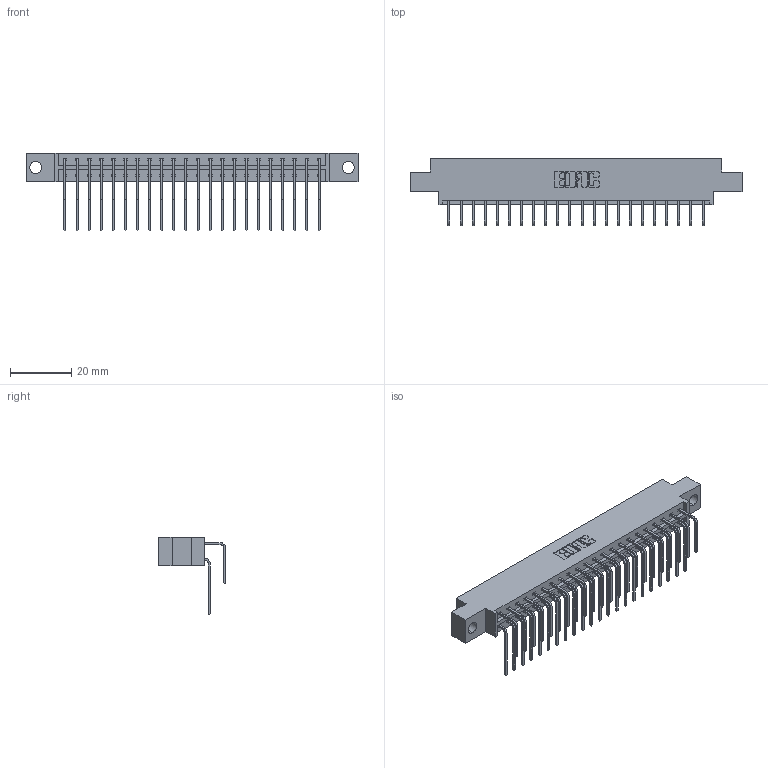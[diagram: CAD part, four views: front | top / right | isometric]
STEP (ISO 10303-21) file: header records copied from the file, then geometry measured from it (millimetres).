
FILE_DESCRIPTION (( 'STEP AP203' ), '1' );
FILE_NAME ('333-044-558-804.STEP', '2018-08-03T21:42:38', ( '' ), ( '' ), 'SwSTEP 2.0', 'SolidWorks 2016', '' );
FILE_SCHEMA (( 'CONFIG_CONTROL_DESIGN' ));
Length unit declared in the file: inch
Products named in the file (4): 345-292-001_558 559 Tail - 1; 345-292-001_558 Tail - 2; 333-044-558-804; 333 Part_Offset - .156 Dia - TH
Assembly tree (45 placements, depth 2):
  333-044-558-804
    333 Part_Offset - .156 Dia - TH
    345-292-001_558 559 Tail - 1  x22
    345-292-001_558 Tail - 2  x22
Bounding box: 108.71 x 22.17 x 25.53 mm (x, y, z)
Volume: 10850 mm3; surface area: 13897.1 mm2
Topology: 45 solids, 45 shells, 2494 faces, 7407 edges, 4878 vertices
Faces by surface type: plane 1746, cylinder 748
Entity records: 18659 total; most frequent: CARTESIAN_POINT 3169, ORIENTED_EDGE 3054, DIRECTION 2723, EDGE_CURVE 1527, LINE 1359, VECTOR 1359, VERTEX_POINT 1014, AXIS2_PLACEMENT_3D 682
